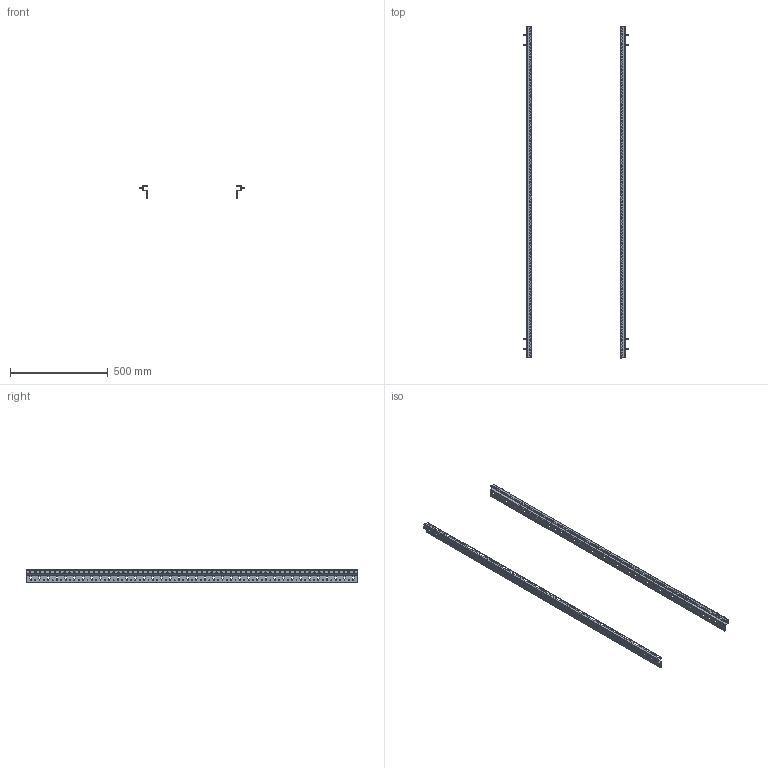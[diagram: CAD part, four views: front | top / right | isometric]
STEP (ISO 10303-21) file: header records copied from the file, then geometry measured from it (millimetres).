
FILE_DESCRIPTION (( 'STEP AP203' ), '1' );
FILE_NAME ('UR39003170006 Êîìïëåêò ïðîôèëåé 19-äþéìîâûõ Ñ-îáðàçíûõ RS52 38U (000.801.390-03) .STEP', '2022-04-26T06:46:16', ( '' ), ( '' ), 'SwSTEP 2.0', 'SolidWorks 2017', '' );
FILE_SCHEMA (( 'CONFIG_CONTROL_DESIGN' ));
Length unit declared in the file: millimetre
Products named in the file (3): Âèíò DIN 7500 C TORX_Œ5å16; UR39003170006 Êîìïëåêò ïðîôèëåé 19-äþéìîâûõ Ñ-îáðàçíûõ RS52 38U (000.801.390-03) ; 072-15 Ïðîôèëü 19-äþéìîâûé Ñ-îáðàçíûé RS52_03 (180.00) 38U
Assembly tree (10 placements, depth 2):
  UR39003170006 Êîìïëåêò ïðîôèëåé 19-äþéìîâûõ Ñ-îáðàçíûõ RS52 38U (000.801.390-03) 
    072-15 Ïðîôèëü 19-äþéìîâûé Ñ-îáðàçíûé RS52_03 (180.00) 38U  x2
    Âèíò DIN 7500 C TORX_Œ5å16  x8
Bounding box: 533 x 1694 x 62.5 mm (x, y, z)
Volume: 651405.7 mm3; surface area: 698425.1 mm2
Topology: 10 solids, 10 shells, 2180 faces, 6392 edges, 4240 vertices
Faces by surface type: plane 1416, cylinder 716, cone 32, sphere 16
Entity records: 33989 total; most frequent: CARTESIAN_POINT 5860, ORIENTED_EDGE 5720, DIRECTION 5413, EDGE_CURVE 2860, VECTOR 2219, LINE 2219, VERTEX_POINT 1898, AXIS2_PLACEMENT_3D 1597
